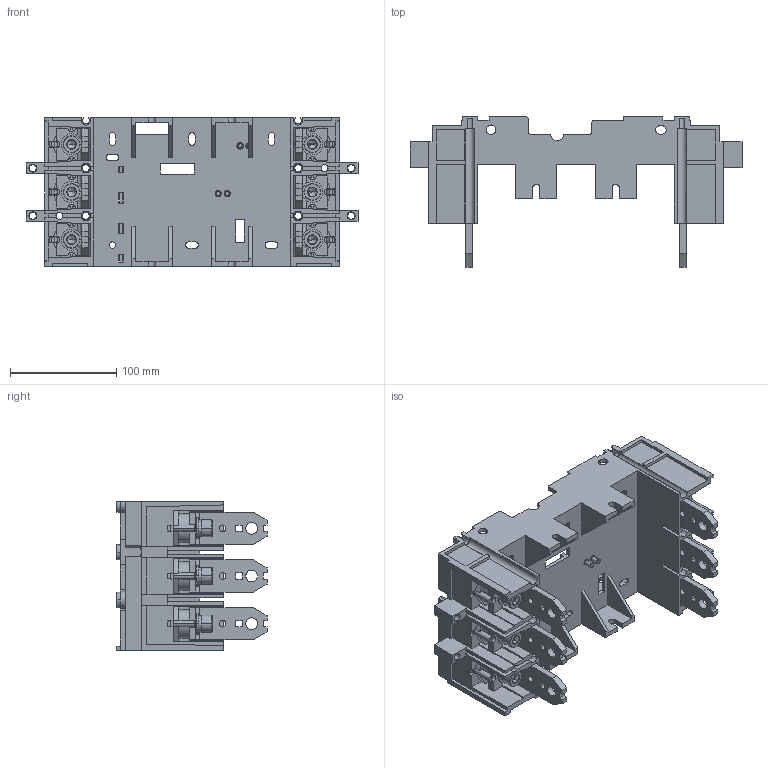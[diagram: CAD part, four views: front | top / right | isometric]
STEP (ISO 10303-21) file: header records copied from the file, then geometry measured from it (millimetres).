
FILE_DESCRIPTION((''),'2;1');
FILE_NAME('NM8-630-3P_B_ASM','2021-09-06T16:51:19',('zhxmin'),(''),'CREO PARAMETRIC BY PTC INC, 2018020','CREO PARAMETRIC BY PTC INC, 2018020','');
FILE_SCHEMA(('CONFIG_CONTROL_DESIGN','SHAPE_APPEARANCE_LAYERS_GROUPS'));
Products named in the file (39): 8022194-XIU_1; 8-585-491-30811_1; 8-585-491-31513_1; 8-585-491-32215_1; 8-585-491-32917_1; 8-585-491-33619_1; 8-585-491-34321_1; 8-775-113-35023; 8-775-113-36215; 8-775-113-37407; 8-775-113-38599; 8-775-113-39791; 8-775-113-40983; M10X25-GB70_SOLID_1-42175; M10X25-GB70_QUILT_1-42714; D10-GB93-42828; D10-GB97_1-42978; M10X25-GB70_SOLID_1-43072; M10X25-GB70_QUILT_1-43611; D10-GB93-43725; D10-GB97_1-43875; M10X25-GB70_SOLID_1-43969; M10X25-GB70_QUILT_1-44508; D10-GB93-44622; D10-GB97_1-44772; M10X25-GB70_SOLID_1-44866; M10X25-GB70_QUILT_1-45405; D10-GB93-45519; D10-GB97_1-45669; M10X25-GB70_SOLID_1-45763; M10X25-GB70_QUILT_1-46302; D10-GB93-46416; D10-GB97_1-46566; M10X25-GB70_SOLID_1-46660; M10X25-GB70_QUILT_1-47199; D10-GB93-47313; D10-GB97_1-47463; NM8-630-3P_F_ASM; NM8-630-3P_B_ASM
Assembly tree (38 placements, depth 3):
  NM8-630-3P_B_ASM
    NM8-630-3P_F_ASM
      8022194-XIU_1
      8-585-491-30811_1
      8-585-491-31513_1
      8-585-491-32215_1
      8-585-491-32917_1
      8-585-491-33619_1
      8-585-491-34321_1
      8-775-113-35023
      8-775-113-36215
      8-775-113-37407
      8-775-113-38599
      8-775-113-39791
      8-775-113-40983
      M10X25-GB70_SOLID_1-42175
      M10X25-GB70_QUILT_1-42714
      D10-GB93-42828
      D10-GB97_1-42978
      M10X25-GB70_SOLID_1-43072
      M10X25-GB70_QUILT_1-43611
      D10-GB93-43725
      D10-GB97_1-43875
      M10X25-GB70_SOLID_1-43969
      M10X25-GB70_QUILT_1-44508
      D10-GB93-44622
      D10-GB97_1-44772
      M10X25-GB70_SOLID_1-44866
      M10X25-GB70_QUILT_1-45405
      D10-GB93-45519
      D10-GB97_1-45669
      M10X25-GB70_SOLID_1-45763
      M10X25-GB70_QUILT_1-46302
      D10-GB93-46416
      D10-GB97_1-46566
      M10X25-GB70_SOLID_1-46660
      M10X25-GB70_QUILT_1-47199
      D10-GB93-47313
      D10-GB97_1-47463
Bounding box: 313 x 141.6 x 140 mm (x, y, z)
Volume: 725102.8 mm3; surface area: 424976.3 mm2
Topology: 31 solids, 37 shells, 1941 faces, 5408 edges, 3559 vertices
Faces by surface type: plane 1315, cylinder 510, cone 102, torus 14
Entity records: 77107 total; most frequent: CARTESIAN_POINT 11723, DIRECTION 10806, ORIENTED_EDGE 10768, EDGE_CURVE 5396, VECTOR 3860, LINE 3860, VERTEX_POINT 3559, AXIS2_PLACEMENT_3D 3473
